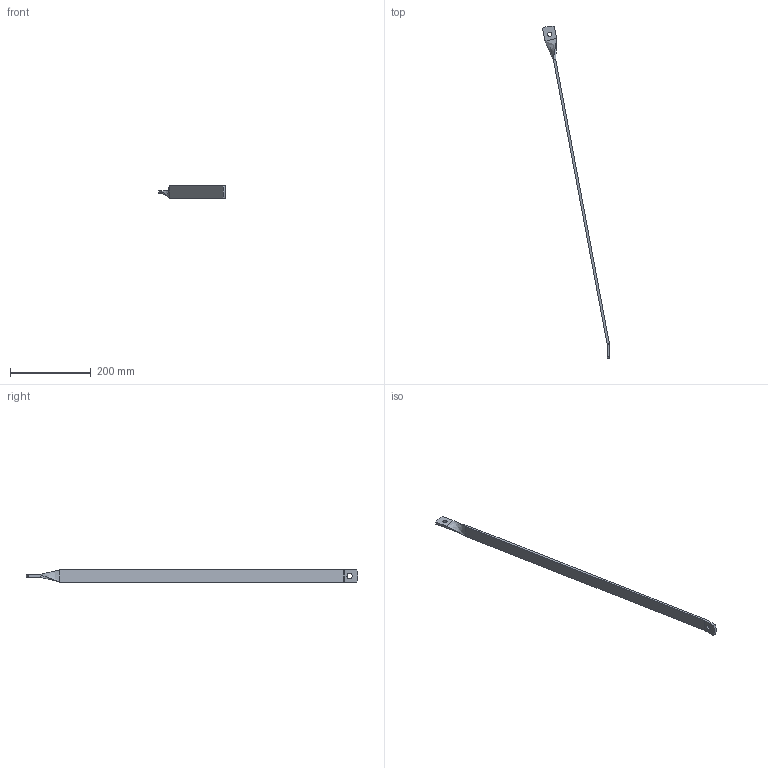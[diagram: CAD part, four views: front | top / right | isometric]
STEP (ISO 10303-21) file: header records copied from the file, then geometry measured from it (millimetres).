
FILE_DESCRIPTION (( 'STEP AP214' ), '1' );
FILE_NAME ('0529470111.STEP', '2024-07-10T07:28:52', ( '' ), ( '' ), 'SwSTEP 2.0', 'SolidWorks 2022', '' );
FILE_SCHEMA (( 'AUTOMOTIVE_DESIGN' ));
Length unit declared in the file: millimetre
Products named in the file (1): 0529470111
Bounding box: 166.32 x 824.77 x 30 mm (x, y, z)
Volume: 146214.1 mm3; surface area: 59927.4 mm2
Topology: 1 solids, 1 shells, 26 faces, 56 edges, 32 vertices
Faces by surface type: plane 14, cylinder 8, bspline 4
Entity records: 762 total; most frequent: CARTESIAN_POINT 159, DIRECTION 118, ORIENTED_EDGE 112, EDGE_CURVE 56, VECTOR 40, LINE 40, AXIS2_PLACEMENT_3D 39, VERTEX_POINT 32
